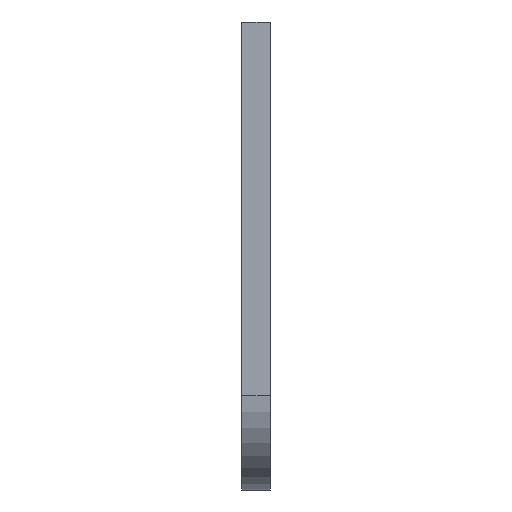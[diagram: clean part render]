
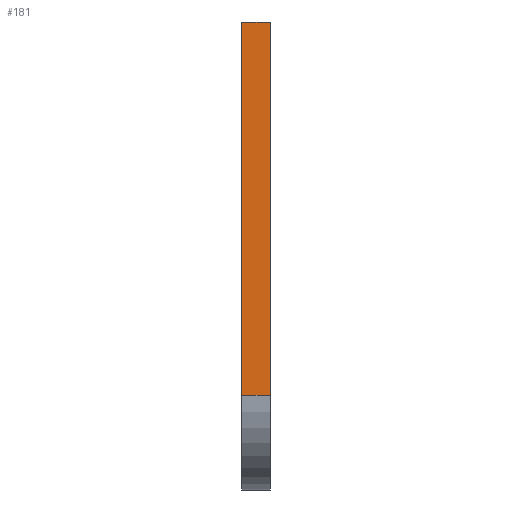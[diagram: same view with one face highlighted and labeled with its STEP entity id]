
A CAD part, left-side view. The second image highlights one B-rep face of the part: STEP entity #181.
In plain terms, the highlighted planar face has unit normal (-1, 0, 0).
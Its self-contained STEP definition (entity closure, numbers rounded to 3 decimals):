
#4 = ORIENTED_EDGE ( 'NONE', *, *, #79, .T. ) ;
#9 = CARTESIAN_POINT ( 'NONE',  ( -839., 6., -819. ) ) ;
#27 = ORIENTED_EDGE ( 'NONE', *, *, #522, .F. ) ;
#39 = EDGE_LOOP ( 'NONE', ( #223, #579, #27, #4 ) ) ;
#52 = LINE ( 'NONE', #484, #129 ) ;
#64 = VECTOR ( 'NONE', #147, 1000. ) ;
#79 = EDGE_CURVE ( 'NONE', #706, #671, #333, .T. ) ;
#113 = CARTESIAN_POINT ( 'NONE',  ( -839., 0., -819. ) ) ;
#129 = VECTOR ( 'NONE', #698, 1000. ) ;
#140 = AXIS2_PLACEMENT_3D ( 'NONE', #362, #411, #629 ) ;
#147 = DIRECTION ( 'NONE',  ( 0., 0., 1. ) ) ;
#171 = VERTEX_POINT ( 'NONE', #234 ) ;
#181 = ADVANCED_FACE ( 'NONE', ( #400 ), #187, .F. ) ;
#187 = PLANE ( 'NONE',  #140 ) ;
#212 = CARTESIAN_POINT ( 'NONE',  ( -839., 6., -819. ) ) ;
#223 = ORIENTED_EDGE ( 'NONE', *, *, #555, .T. ) ;
#234 = CARTESIAN_POINT ( 'NONE',  ( -839., 0., -740. ) ) ;
#295 = CARTESIAN_POINT ( 'NONE',  ( -839., 6., -740. ) ) ;
#309 = VECTOR ( 'NONE', #541, 1000. ) ;
#316 = CARTESIAN_POINT ( 'NONE',  ( -839., 6., -740. ) ) ;
#333 = LINE ( 'NONE', #212, #709 ) ;
#362 = CARTESIAN_POINT ( 'NONE',  ( -839., 6., -740. ) ) ;
#374 = LINE ( 'NONE', #316, #64 ) ;
#400 = FACE_OUTER_BOUND ( 'NONE', #39, .T. ) ;
#411 = DIRECTION ( 'NONE',  ( 1., 0., 0. ) ) ;
#460 = VERTEX_POINT ( 'NONE', #295 ) ;
#484 = CARTESIAN_POINT ( 'NONE',  ( -839., 0., -740. ) ) ;
#487 = CARTESIAN_POINT ( 'NONE',  ( -839., 6., -740. ) ) ;
#522 = EDGE_CURVE ( 'NONE', #706, #460, #374, .T. ) ;
#541 = DIRECTION ( 'NONE',  ( 0., -1., 0. ) ) ;
#550 = LINE ( 'NONE', #487, #309 ) ;
#555 = EDGE_CURVE ( 'NONE', #671, #171, #52, .T. ) ;
#579 = ORIENTED_EDGE ( 'NONE', *, *, #580, .F. ) ;
#580 = EDGE_CURVE ( 'NONE', #460, #171, #550, .T. ) ;
#629 = DIRECTION ( 'NONE',  ( 0., 0., -1. ) ) ;
#642 = DIRECTION ( 'NONE',  ( 0., -1., 0. ) ) ;
#671 = VERTEX_POINT ( 'NONE', #113 ) ;
#698 = DIRECTION ( 'NONE',  ( 0., 0., 1. ) ) ;
#706 = VERTEX_POINT ( 'NONE', #9 ) ;
#709 = VECTOR ( 'NONE', #642, 1000. ) ;
